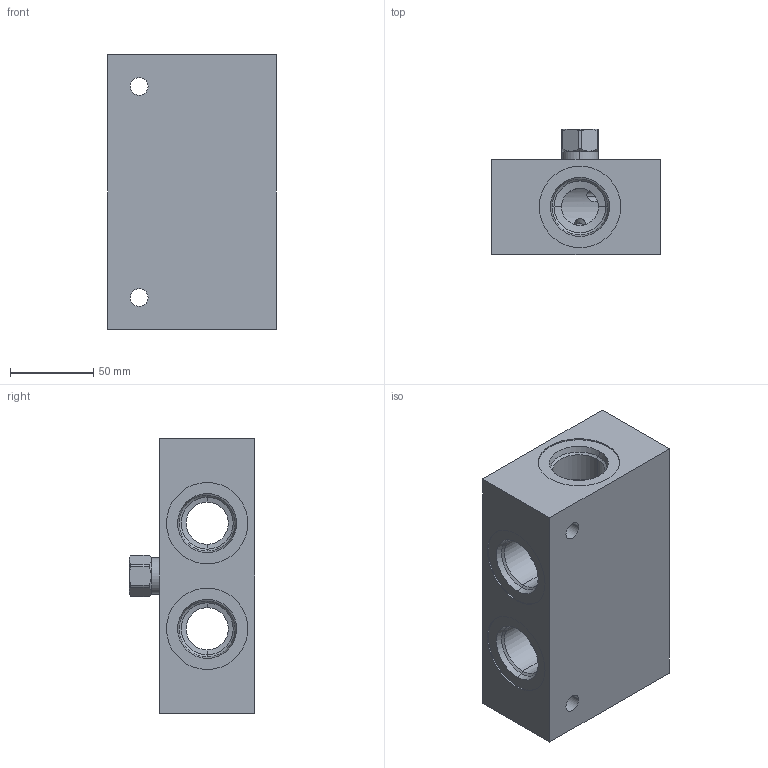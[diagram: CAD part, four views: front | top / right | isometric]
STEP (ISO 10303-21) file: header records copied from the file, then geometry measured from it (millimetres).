
FILE_DESCRIPTION((''),'2;1');
FILE_NAME('YKM_ASM','2019-07-29T',('ProEService'),(''),'PRO/ENGINEER BY PARAMETRIC TECHNOLOGY CORPORATION, 2014200','PRO/ENGINEER BY PARAMETRIC TECHNOLOGY CORPORATION, 2014200','');
FILE_SCHEMA(('CONFIG_CONTROL_DESIGN'));
Length unit declared in the file: inch
Products named in the file (3): 150-653-005; CSAAEXN; YKM_ASM
Assembly tree (2 placements, depth 2):
  YKM_ASM
    150-653-005
    CSAAEXN
Bounding box: 101.6 x 75.41 x 165.1 mm (x, y, z)
Volume: 711336.6 mm3; surface area: 101366.4 mm2
Topology: 4 solids, 5 shells, 289 faces, 885 edges, 726 vertices
Faces by surface type: cylinder 126, cone 75, plane 42, torus 36, revolution 8, sphere 2
Entity records: 11693 total; most frequent: CARTESIAN_POINT 3805, DIRECTION 1743, ORIENTED_EDGE 1264, AXIS2_PLACEMENT_3D 637, EDGE_CURVE 632, VECTOR 461, LINE 461, VERTEX_POINT 376
